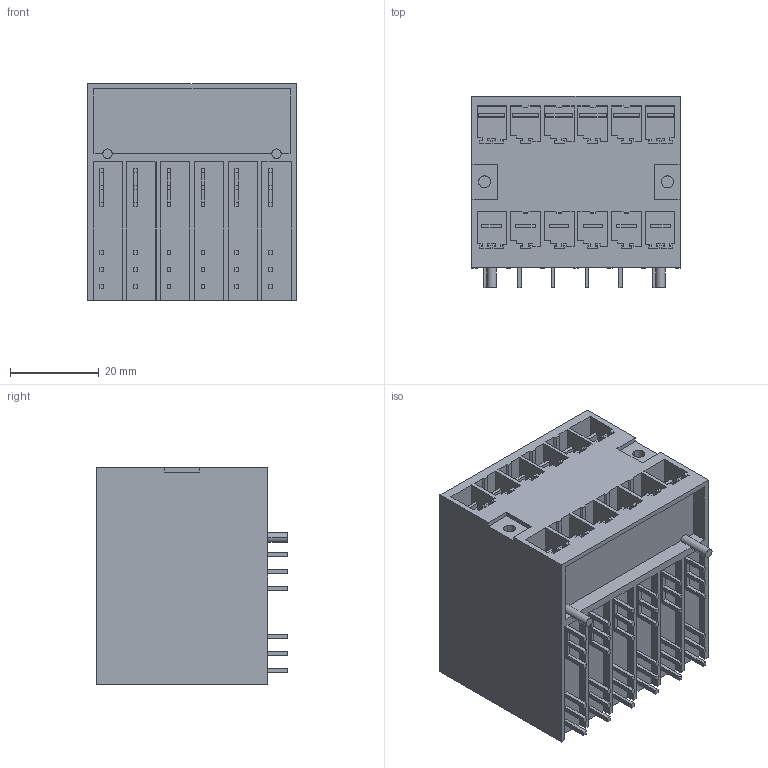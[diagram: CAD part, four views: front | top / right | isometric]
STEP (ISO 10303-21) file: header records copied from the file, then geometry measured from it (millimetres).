
FILE_DESCRIPTION(('CATIA V5 STEP Exchange','CAx-IF Rec.Pracs.--- Model Styling and Organization---1.2---2011-12-15'),'2;1');
FILE_NAME ('D1462043_0_2431550000_2431550000.stp','2017-11-04T09:05:24+00:00',('none'),('Weidmueller'),'CATIA Version 5-6 Release 2014','CATIA V5 STEP AP214','none');
FILE_SCHEMA(('AUTOMOTIVE_DESIGN { 1 0 10303 214 1 1 1 1 }'));
Length unit declared in the file: millimetre
Products named in the file (1): 2431550000
Bounding box: 46.94 x 43.2 x 48.9 mm (x, y, z)
Volume: 70429.7 mm3; surface area: 39949.4 mm2
Topology: 13 solids, 13 shells, 1042 faces, 2987 edges, 1993 vertices
Faces by surface type: plane 1034, cylinder 8
Entity records: 30559 total; most frequent: ORIENTED_EDGE 5974, CARTESIAN_POINT 5446, DIRECTION 3917, EDGE_CURVE 2987, VECTOR 2971, LINE 2971, VERTEX_POINT 1993, EDGE_LOOP 1112
